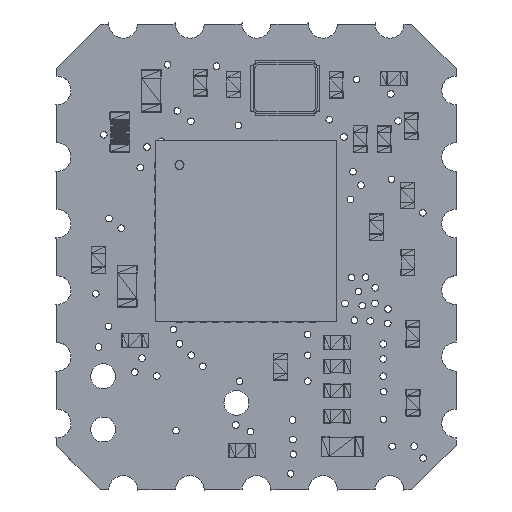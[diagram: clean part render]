
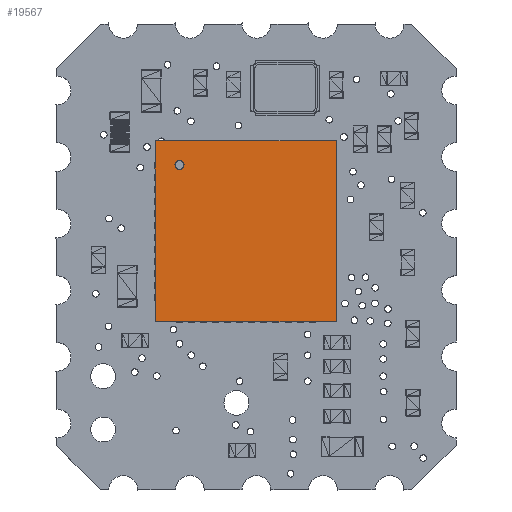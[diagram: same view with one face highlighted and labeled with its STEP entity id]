
A CAD part, top view. The second image highlights one B-rep face of the part: STEP entity #19567.
In plain terms, the highlighted face is planar.
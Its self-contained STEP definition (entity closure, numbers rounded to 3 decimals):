
#19530 = VERTEX_POINT('',#19531);
#19531 = CARTESIAN_POINT('',(-2.546,0.975,3.796));
#19549 = VERTEX_POINT('',#19550);
#19550 = CARTESIAN_POINT('',(-2.546,0.975,4.141));
#19556 = EDGE_CURVE('',#19530,#19549,#19557,.T.);
#19557 = CIRCLE('',#19558,0.173);
#19558 = AXIS2_PLACEMENT_3D('',#19559,#19560,#19561);
#19559 = CARTESIAN_POINT('',(-2.546,0.975,3.969));
#19560 = DIRECTION('',(0.,1.,0.));
#19561 = DIRECTION('',(0.,0.,-1.));
#19567 = ADVANCED_FACE('',(#19568,#19578),#19612,.F.);
#19568 = FACE_BOUND('',#19569,.T.);
#19569 = EDGE_LOOP('',(#19570,#19571));
#19570 = ORIENTED_EDGE('',*,*,#19556,.F.);
#19571 = ORIENTED_EDGE('',*,*,#19572,.F.);
#19572 = EDGE_CURVE('',#19549,#19530,#19573,.T.);
#19573 = CIRCLE('',#19574,0.173);
#19574 = AXIS2_PLACEMENT_3D('',#19575,#19576,#19577);
#19575 = CARTESIAN_POINT('',(-2.546,0.975,3.969));
#19576 = DIRECTION('',(0.,1.,0.));
#19577 = DIRECTION('',(0.,0.,-1.));
#19578 = FACE_BOUND('',#19579,.T.);
#19579 = EDGE_LOOP('',(#19580,#19590,#19598,#19606));
#19580 = ORIENTED_EDGE('',*,*,#19581,.F.);
#19581 = EDGE_CURVE('',#19582,#19584,#19586,.T.);
#19582 = VERTEX_POINT('',#19583);
#19583 = CARTESIAN_POINT('',(-3.466,0.975,-2.011));
#19584 = VERTEX_POINT('',#19585);
#19585 = CARTESIAN_POINT('',(3.434,0.975,-2.011));
#19586 = LINE('',#19587,#19588);
#19587 = CARTESIAN_POINT('',(-0.016,0.975,-2.011
    ));
#19588 = VECTOR('',#19589,1.);
#19589 = DIRECTION('',(1.,0.,0.));
#19590 = ORIENTED_EDGE('',*,*,#19591,.F.);
#19591 = EDGE_CURVE('',#19592,#19582,#19594,.T.);
#19592 = VERTEX_POINT('',#19593);
#19593 = CARTESIAN_POINT('',(-3.466,0.975,4.889));
#19594 = LINE('',#19595,#19596);
#19595 = CARTESIAN_POINT('',(-3.466,0.975,-0.286));
#19596 = VECTOR('',#19597,1.);
#19597 = DIRECTION('',(0.,0.,-1.));
#19598 = ORIENTED_EDGE('',*,*,#19599,.F.);
#19599 = EDGE_CURVE('',#19600,#19592,#19602,.T.);
#19600 = VERTEX_POINT('',#19601);
#19601 = CARTESIAN_POINT('',(3.434,0.975,4.889));
#19602 = LINE('',#19603,#19604);
#19603 = CARTESIAN_POINT('',(-0.016,0.975,4.889)
  );
#19604 = VECTOR('',#19605,1.);
#19605 = DIRECTION('',(-1.,0.,0.));
#19606 = ORIENTED_EDGE('',*,*,#19607,.F.);
#19607 = EDGE_CURVE('',#19584,#19600,#19608,.T.);
#19608 = LINE('',#19609,#19610);
#19609 = CARTESIAN_POINT('',(3.434,0.975,-0.286));
#19610 = VECTOR('',#19611,1.);
#19611 = DIRECTION('',(0.,0.,1.));
#19612 = PLANE('',#19613);
#19613 = AXIS2_PLACEMENT_3D('',#19614,#19615,#19616);
#19614 = CARTESIAN_POINT('',(-0.016,0.975,-0.286
    ));
#19615 = DIRECTION('',(0.,-1.,0.));
#19616 = DIRECTION('',(0.,0.,-1.));
